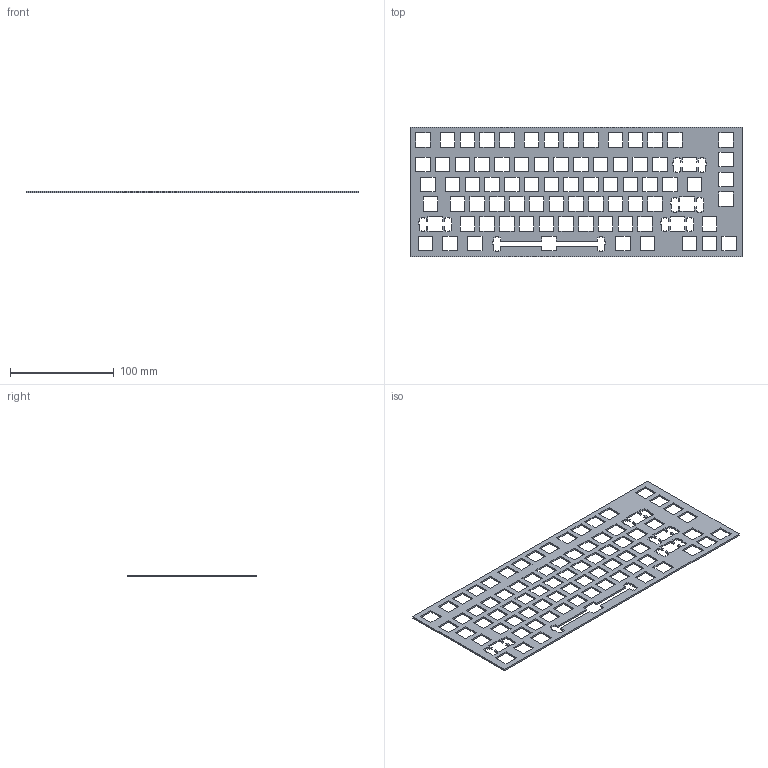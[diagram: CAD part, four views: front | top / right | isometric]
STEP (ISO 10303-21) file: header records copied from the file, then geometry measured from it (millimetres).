
FILE_DESCRIPTION(('KiCad electronic assembly'),'2;1');
FILE_NAME('fr4 plate.step','2023-03-05T23:03:52',('Pcbnew'),('Kicad'), 'Open CASCADE STEP processor 7.6','KiCad to STEP converter','Unknown' );
FILE_SCHEMA(('AUTOMOTIVE_DESIGN { 1 0 10303 214 1 1 1 1 }'));
Length unit declared in the file: millimetre
Products named in the file (2): fr4 plate 1; fr4 plate PCB
Assembly tree (1 placements, depth 2):
  fr4 plate 1
    fr4 plate PCB
Bounding box: 320.1 x 124.83 x 1.6 mm (x, y, z)
Volume: 36706.2 mm3; surface area: 55316.7 mm2
Topology: 1 solids, 1 shells, 526 faces, 1572 edges, 1048 vertices
Faces by surface type: plane 526
Entity records: 38119 total; most frequent: CARTESIAN_POINT 6292, DIRECTION 5772, LINE 4716, VECTOR 4716, ORIENTED_EDGE 3144, PCURVE 3144, DEFINITIONAL_REPRESENTATION 3144, EDGE_CURVE 1572
